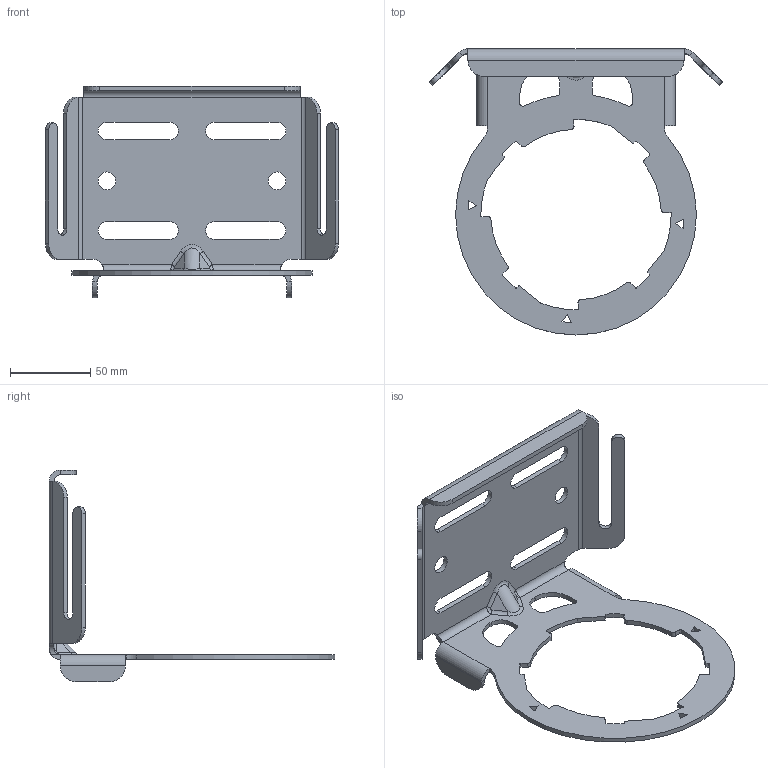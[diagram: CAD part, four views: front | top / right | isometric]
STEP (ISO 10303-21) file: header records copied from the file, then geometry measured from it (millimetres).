
FILE_DESCRIPTION(/* description */ ('Universalmontagewinkel APL'),/* implementation_level */ '2;1');
FILE_NAME(/* name */ 'perma_ULTRA_Montagehalterung_114544.stp',/* time_stamp */ '2020-11-13T12:03:02+01:00',/* author */ ('002230'),/* organization */ (''),/* preprocessor_version */ 'ST-DEVELOPER v17',/* originating_system */ 'Autodesk Inventor 2019',/* authorisation */ '');
FILE_SCHEMA (('AUTOMOTIVE_DESIGN { 1 0 10303 214 3 1 1 }'));
Length unit declared in the file: millimetre
Products named in the file (1): anuwu01a_mit Sicke
Bounding box: 182.67 x 178 x 132 mm (x, y, z)
Volume: 92958.8 mm3; surface area: 69142.5 mm2
Topology: 1 solids, 1 shells, 191 faces, 517 edges, 328 vertices
Faces by surface type: cylinder 103, plane 80, bspline 8
Full cylindrical faces by diameter (mm): 11 x2
Entity records: 6523 total; most frequent: CARTESIAN_POINT 1313, DIRECTION 1093, ORIENTED_EDGE 1034, EDGE_CURVE 517, AXIS2_PLACEMENT_3D 396, VERTEX_POINT 328, LINE 301, VECTOR 301
